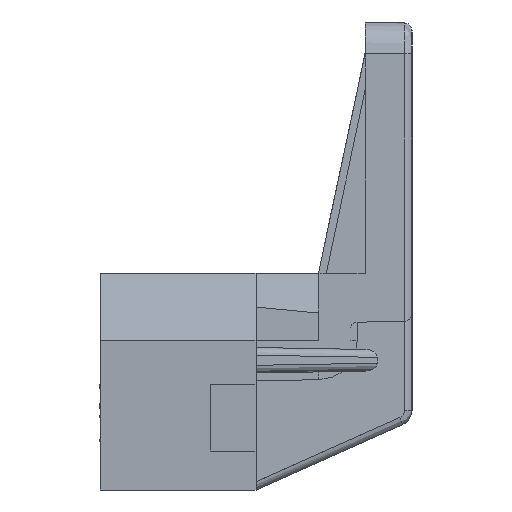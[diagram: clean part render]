
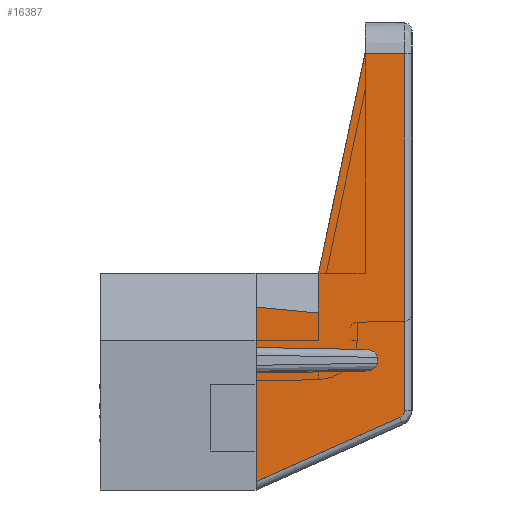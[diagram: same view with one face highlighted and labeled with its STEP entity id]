
A CAD part, left-side view. The second image highlights one B-rep face of the part: STEP entity #16387.
In plain terms, the highlighted planar face has unit normal (-0.999, -0.035, 0).
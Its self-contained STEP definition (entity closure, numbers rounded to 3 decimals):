
#695=ELLIPSE('',#17503,1.001,1.);
#696=ELLIPSE('',#17504,1.466,1.);
#697=ELLIPSE('',#17505,1.466,1.);
#1524=FACE_OUTER_BOUND('',#2428,.T.);
#2428=EDGE_LOOP('',(#14196,#14197,#14198,#14199,#14200,#14201,#14202,#14203,
#14204,#14205,#14206,#14207,#14208,#14209));
#3734=LINE('',#25262,#5604);
#3738=LINE('',#25274,#5608);
#4503=LINE('',#27237,#6373);
#4505=LINE('',#27241,#6375);
#4522=LINE('',#27289,#6392);
#4526=LINE('',#27302,#6396);
#4527=LINE('',#27306,#6397);
#4528=LINE('',#27307,#6398);
#4529=LINE('',#27309,#6399);
#4530=LINE('',#27313,#6400);
#4531=LINE('',#27316,#6401);
#5604=VECTOR('',#19481,13.921);
#5608=VECTOR('',#19489,5.185);
#6373=VECTOR('',#21392,8.041);
#6375=VECTOR('',#21396,5.117);
#6392=VECTOR('',#21437,28.833);
#6396=VECTOR('',#21453,20.197);
#6397=VECTOR('',#21456,45.711);
#6398=VECTOR('',#21457,5.045);
#6399=VECTOR('',#21458,14.107);
#6400=VECTOR('',#21461,0.747);
#6401=VECTOR('',#21464,14.107);
#7276=VERTEX_POINT('',#25259);
#7277=VERTEX_POINT('',#25261);
#7282=VERTEX_POINT('',#25271);
#7283=VERTEX_POINT('',#25273);
#7912=VERTEX_POINT('',#27236);
#7913=VERTEX_POINT('',#27240);
#7932=VERTEX_POINT('',#27288);
#7935=VERTEX_POINT('',#27301);
#7936=VERTEX_POINT('',#27303);
#7937=VERTEX_POINT('',#27305);
#7938=VERTEX_POINT('',#27308);
#7939=VERTEX_POINT('',#27310);
#7940=VERTEX_POINT('',#27312);
#7941=VERTEX_POINT('',#27314);
#9114=EDGE_CURVE('',#7276,#7277,#3734,.T.);
#9120=EDGE_CURVE('',#7282,#7283,#3738,.T.);
#10113=EDGE_CURVE('',#7912,#7283,#4503,.T.);
#10115=EDGE_CURVE('',#7913,#7912,#4505,.T.);
#10140=EDGE_CURVE('',#7932,#7913,#4522,.T.);
#10147=EDGE_CURVE('',#7276,#7935,#4526,.T.);
#10148=EDGE_CURVE('',#7935,#7936,#695,.T.);
#10149=EDGE_CURVE('',#7936,#7937,#4527,.T.);
#10150=EDGE_CURVE('',#7937,#7932,#4528,.T.);
#10151=EDGE_CURVE('',#7938,#7282,#4529,.T.);
#10152=EDGE_CURVE('',#7938,#7939,#696,.T.);
#10153=EDGE_CURVE('',#7940,#7939,#4530,.T.);
#10154=EDGE_CURVE('',#7940,#7941,#697,.T.);
#10155=EDGE_CURVE('',#7277,#7941,#4531,.T.);
#14196=ORIENTED_EDGE('',*,*,#9114,.F.);
#14197=ORIENTED_EDGE('',*,*,#10147,.T.);
#14198=ORIENTED_EDGE('',*,*,#10148,.T.);
#14199=ORIENTED_EDGE('',*,*,#10149,.T.);
#14200=ORIENTED_EDGE('',*,*,#10150,.T.);
#14201=ORIENTED_EDGE('',*,*,#10140,.T.);
#14202=ORIENTED_EDGE('',*,*,#10115,.T.);
#14203=ORIENTED_EDGE('',*,*,#10113,.T.);
#14204=ORIENTED_EDGE('',*,*,#9120,.F.);
#14205=ORIENTED_EDGE('',*,*,#10151,.F.);
#14206=ORIENTED_EDGE('',*,*,#10152,.T.);
#14207=ORIENTED_EDGE('',*,*,#10153,.F.);
#14208=ORIENTED_EDGE('',*,*,#10154,.T.);
#14209=ORIENTED_EDGE('',*,*,#10155,.F.);
#15730=PLANE('',#17502);
#16387=ADVANCED_FACE('',(#1524),#15730,.F.);
#17502=AXIS2_PLACEMENT_3D('',#27300,#21451,#21452);
#17503=AXIS2_PLACEMENT_3D('',#27304,#21454,#21455);
#17504=AXIS2_PLACEMENT_3D('',#27311,#21459,#21460);
#17505=AXIS2_PLACEMENT_3D('',#27315,#21462,#21463);
#19481=DIRECTION('',(0.,0.,1.));
#19489=DIRECTION('',(0.,0.,1.));
#21392=DIRECTION('',(-0.035,0.995,0.095));
#21396=DIRECTION('',(0.,0.,-1.));
#21437=DIRECTION('',(-0.007,0.208,-0.978));
#21451=DIRECTION('center_axis',(0.999,0.035,0.));
#21452=DIRECTION('ref_axis',(0.,0.,-1.));
#21453=DIRECTION('',(0.032,-0.913,0.407));
#21454=DIRECTION('center_axis',(-0.999,-0.035,0.));
#21455=DIRECTION('ref_axis',(0.035,-0.999,0.));
#21456=DIRECTION('',(0.,0.,1.));
#21457=DIRECTION('',(-0.035,0.999,0.017));
#21458=DIRECTION('',(-0.035,0.999,0.017));
#21459=DIRECTION('center_axis',(0.999,0.035,0.));
#21460=DIRECTION('ref_axis',(0.035,-0.999,-0.017));
#21461=DIRECTION('',(0.,0.,1.));
#21462=DIRECTION('center_axis',(0.999,0.035,0.));
#21463=DIRECTION('ref_axis',(-0.035,0.999,-0.017));
#21464=DIRECTION('',(0.035,-0.999,0.017));
#25259=CARTESIAN_POINT('',(36.6,-20.,-18.121));
#25261=CARTESIAN_POINT('',(36.6,-20.,-4.2));
#25262=CARTESIAN_POINT('',(36.6,-20.,-18.121));
#25271=CARTESIAN_POINT('',(36.6,-20.,-0.934));
#25273=CARTESIAN_POINT('',(36.6,-20.,4.251));
#25274=CARTESIAN_POINT('',(36.6,-20.,-0.934));
#27236=CARTESIAN_POINT('',(36.879,-28.,3.483));
#27237=CARTESIAN_POINT('',(36.879,-28.,3.483));
#27240=CARTESIAN_POINT('',(36.879,-28.,8.6));
#27241=CARTESIAN_POINT('',(36.879,-28.,8.6));
#27288=CARTESIAN_POINT('',(37.089,-33.994,36.802));
#27289=CARTESIAN_POINT('',(37.089,-33.994,36.802));
#27300=CARTESIAN_POINT('Origin',(36.6,-20.,-5.3));
#27301=CARTESIAN_POINT('',(37.244,-38.442,-9.91));
#27302=CARTESIAN_POINT('',(36.6,-20.,-18.121));
#27303=CARTESIAN_POINT('',(37.265,-39.035,-8.997));
#27304=CARTESIAN_POINT('Origin',(37.23,-38.035,-8.997));
#27305=CARTESIAN_POINT('',(37.265,-39.035,36.714));
#27306=CARTESIAN_POINT('',(37.265,-39.035,-8.997));
#27307=CARTESIAN_POINT('',(37.265,-39.035,36.714));
#27308=CARTESIAN_POINT('',(37.092,-34.096,-1.18));
#27309=CARTESIAN_POINT('',(37.092,-34.096,-1.18));
#27310=CARTESIAN_POINT('',(37.143,-35.543,-2.194));
#27311=CARTESIAN_POINT('Origin',(37.092,-34.078,-2.18));
#27312=CARTESIAN_POINT('',(37.143,-35.543,-2.941));
#27313=CARTESIAN_POINT('',(37.143,-35.543,-2.941));
#27314=CARTESIAN_POINT('',(37.092,-34.096,-3.954));
#27315=CARTESIAN_POINT('Origin',(37.092,-34.078,-2.954));
#27316=CARTESIAN_POINT('',(36.6,-20.,-4.2));
